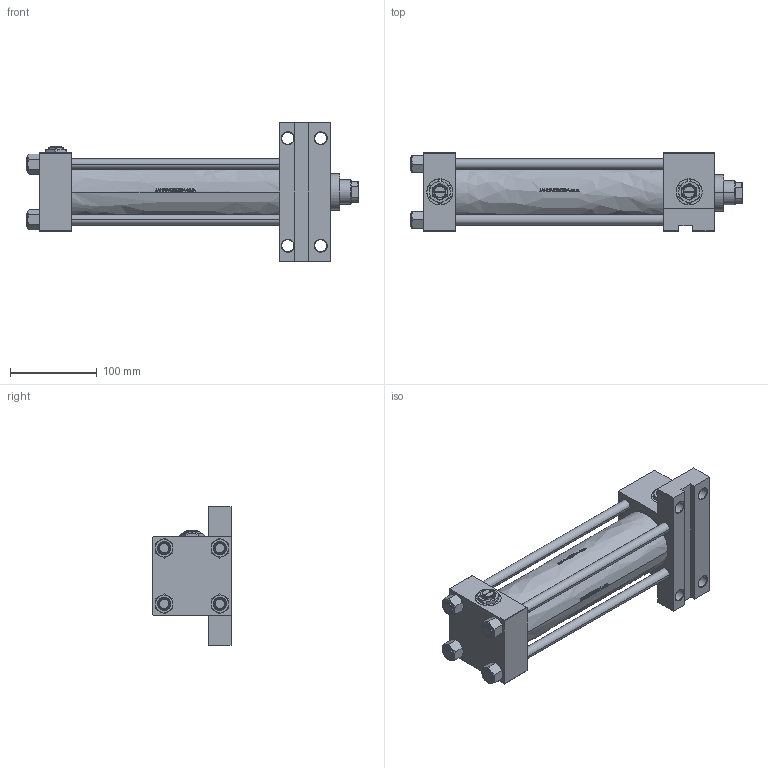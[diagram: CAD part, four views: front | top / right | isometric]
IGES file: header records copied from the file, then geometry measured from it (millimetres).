
Start section: SolidWorks IGES file using analytic representation for surfaces
Global section: file name: ae9f.IGS; native system: SolidWorks 2019; preprocessor: SolidWorks 2019; author: Model3D; date: 241114.130522; units: millimetre
Bounding box: 383 x 90 x 160 mm (x, y, z)
Surface area: 316376.1 mm2 (no closed solid volume)
Topology: 0 solids, 0 shells, 1203 faces, 18448 edges, 18446 vertices
Faces by surface type: bspline 873, revolution 330
